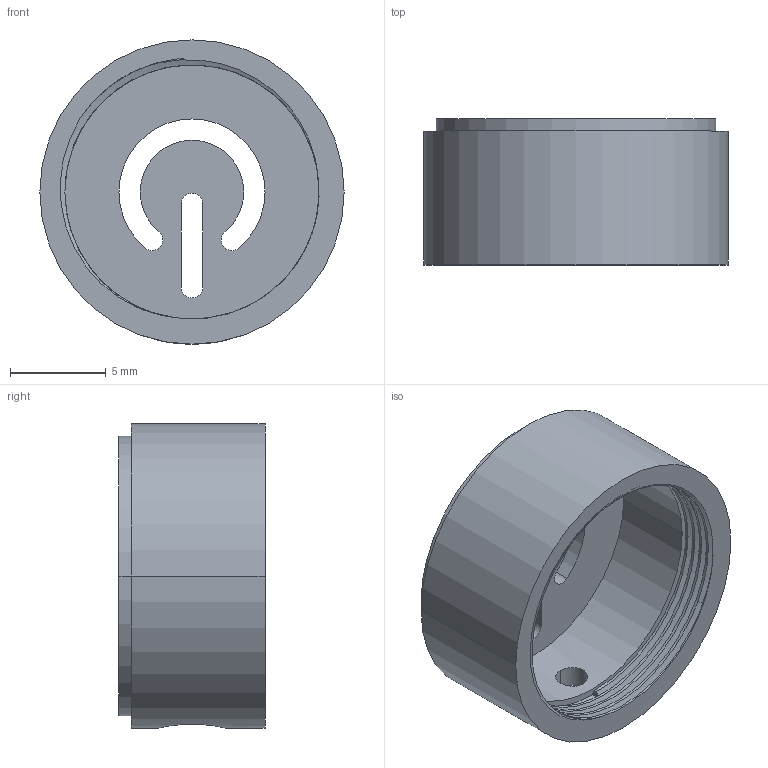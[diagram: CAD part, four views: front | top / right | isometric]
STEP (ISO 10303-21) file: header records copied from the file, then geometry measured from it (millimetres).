
FILE_DESCRIPTION((''),'2;1');
FILE_NAME('PENDANT_BEZEL_REV2','2011-08-29T',('Mike'),(''),'PRO/ENGINEER BY PARAMETRIC TECHNOLOGY CORPORATION, 2007170','PRO/ENGINEER BY PARAMETRIC TECHNOLOGY CORPORATION, 2007170','');
FILE_SCHEMA(('CONFIG_CONTROL_DESIGN'));
Length unit declared in the file: inch
Products named in the file (1): PENDANT_BEZEL_REV2
Bounding box: 15.88 x 7.62 x 15.88 mm (x, y, z)
Volume: 532.7 mm3; surface area: 1144.6 mm2
Topology: 1 solids, 1 shells, 47 faces, 119 edges, 78 vertices
Faces by surface type: cylinder 34, plane 9, bspline 4
Entity records: 2889 total; most frequent: CARTESIAN_POINT 1764, ORIENTED_EDGE 238, DIRECTION 196, EDGE_CURVE 119, VERTEX_POINT 78, AXIS2_PLACEMENT_3D 77, EDGE_LOOP 57, FACE_OUTER_BOUND 47
